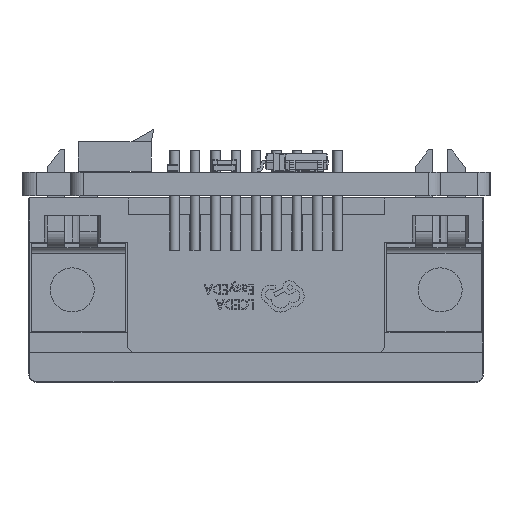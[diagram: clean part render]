
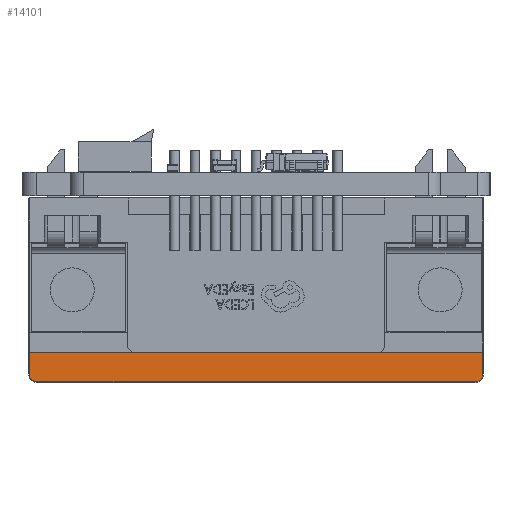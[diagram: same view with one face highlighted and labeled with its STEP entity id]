
A CAD part, left-side view. The second image highlights one B-rep face of the part: STEP entity #14101.
In plain terms, the highlighted face is planar.
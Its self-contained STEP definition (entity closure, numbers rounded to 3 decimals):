
#13785 = EDGE_CURVE('',#13786,#13788,#13790,.T.);
#13786 = VERTEX_POINT('',#13787);
#13787 = CARTESIAN_POINT('',(15.4,-8.247,10.6));
#13788 = VERTEX_POINT('',#13789);
#13789 = CARTESIAN_POINT('',(15.4,-8.247,12.1));
#13790 = LINE('',#13791,#13792);
#13791 = CARTESIAN_POINT('',(15.4,-8.247,10.6));
#13792 = VECTOR('',#13793,1.);
#13793 = DIRECTION('',(-0.,-0.,1.));
#13866 = VERTEX_POINT('',#13867);
#13867 = CARTESIAN_POINT('',(-15.4,-8.247,12.1));
#13873 = EDGE_CURVE('',#13874,#13866,#13876,.T.);
#13874 = VERTEX_POINT('',#13875);
#13875 = CARTESIAN_POINT('',(-15.4,-8.247,10.6));
#13876 = LINE('',#13877,#13878);
#13877 = CARTESIAN_POINT('',(-15.4,-8.247,10.6));
#13878 = VECTOR('',#13879,1.);
#13879 = DIRECTION('',(-0.,-0.,1.));
#13936 = VERTEX_POINT('',#13937);
#13937 = CARTESIAN_POINT('',(14.9,-8.247,12.6));
#13943 = EDGE_CURVE('',#13944,#13936,#13946,.T.);
#13944 = VERTEX_POINT('',#13945);
#13945 = CARTESIAN_POINT('',(-14.9,-8.247,12.6));
#13946 = LINE('',#13947,#13948);
#13947 = CARTESIAN_POINT('',(-15.4,-8.247,12.6));
#13948 = VECTOR('',#13949,1.);
#13949 = DIRECTION('',(1.,0.,0.));
#14101 = ADVANCED_FACE('',(#14102),#14127,.F.);
#14102 = FACE_BOUND('',#14103,.T.);
#14103 = EDGE_LOOP('',(#14104,#14105,#14112,#14113,#14119,#14120));
#14104 = ORIENTED_EDGE('',*,*,#13943,.T.);
#14105 = ORIENTED_EDGE('',*,*,#14106,.T.);
#14106 = EDGE_CURVE('',#13936,#13788,#14107,.T.);
#14107 = CIRCLE('',#14108,0.5);
#14108 = AXIS2_PLACEMENT_3D('',#14109,#14110,#14111);
#14109 = CARTESIAN_POINT('',(14.9,-8.247,12.1));
#14110 = DIRECTION('',(0.,1.,0.));
#14111 = DIRECTION('',(1.,0.,0.));
#14112 = ORIENTED_EDGE('',*,*,#13785,.F.);
#14113 = ORIENTED_EDGE('',*,*,#14114,.F.);
#14114 = EDGE_CURVE('',#13874,#13786,#14115,.T.);
#14115 = LINE('',#14116,#14117);
#14116 = CARTESIAN_POINT('',(-15.4,-8.247,10.6));
#14117 = VECTOR('',#14118,1.);
#14118 = DIRECTION('',(1.,0.,0.));
#14119 = ORIENTED_EDGE('',*,*,#13873,.T.);
#14120 = ORIENTED_EDGE('',*,*,#14121,.T.);
#14121 = EDGE_CURVE('',#13866,#13944,#14122,.T.);
#14122 = CIRCLE('',#14123,0.5);
#14123 = AXIS2_PLACEMENT_3D('',#14124,#14125,#14126);
#14124 = CARTESIAN_POINT('',(-14.9,-8.247,12.1));
#14125 = DIRECTION('',(0.,1.,0.));
#14126 = DIRECTION('',(1.,0.,0.));
#14127 = PLANE('',#14128);
#14128 = AXIS2_PLACEMENT_3D('',#14129,#14130,#14131);
#14129 = CARTESIAN_POINT('',(-15.4,-8.247,10.6));
#14130 = DIRECTION('',(0.,-1.,0.));
#14131 = DIRECTION('',(1.,0.,0.));
